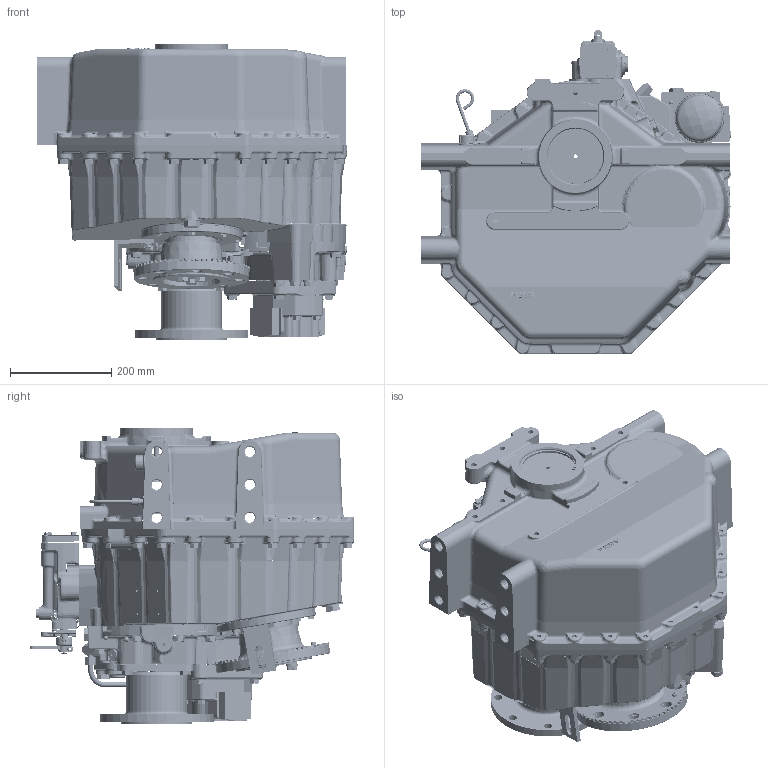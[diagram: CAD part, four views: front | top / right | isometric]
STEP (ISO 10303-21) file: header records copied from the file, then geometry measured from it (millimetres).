
FILE_DESCRIPTION (( 'STEP AP214' ), '1' );
FILE_NAME ('1027763.STEP', '2014-11-26T00:34:12', ( '' ), ( '' ), 'SwSTEP 2.0', 'SolidWorks 2010', '' );
FILE_SCHEMA (( 'AUTOMOTIVE_DESIGN' ));
Length unit declared in the file: millimetre
Products named in the file (1): 1027763
Bounding box: 611.9 x 641.65 x 584.58 mm (x, y, z)
Surface area: 2775663.4 mm2 (no closed solid volume)
Topology: 0 solids, 446 shells, 5783 faces, 21825 edges, 15602 vertices
Faces by surface type: plane 1739, cylinder 1524, bspline 1183, torus 654, cone 555, sphere 128
Entity records: 364763 total; most frequent: CARTESIAN_POINT 131803, DIRECTION 33752, ORIENTED_EDGE 32572, EDGE_CURVE 21586, VERTEX_POINT 15573, AXIS2_PLACEMENT_3D 13003, CIRCLE 8402, LINE 7746
